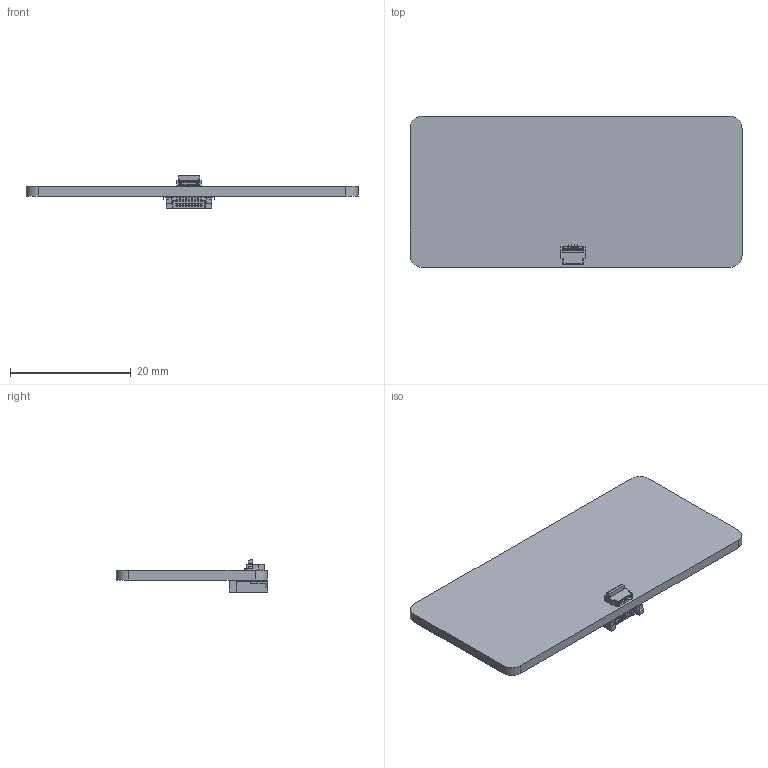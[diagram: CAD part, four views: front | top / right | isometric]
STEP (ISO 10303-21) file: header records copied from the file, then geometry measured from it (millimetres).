
FILE_DESCRIPTION(('Open CASCADE Model'),'2;1');
FILE_NAME('Open CASCADE Shape Model','2023-10-11T15:22:52',('Author'),( 'Open CASCADE'),'Open CASCADE STEP processor 7.5','Open CASCADE 7.5' ,'Unknown');
FILE_SCHEMA(('AUTOMOTIVE_DESIGN { 1 0 10303 214 1 1 1 1 }'));
Length unit declared in the file: millimetre
Products named in the file (12): PCB; Board; Open CASCADE STEP translator 7.5 1.1.1; J3; FFC2B28-04-G; FFC2B28_SP; FFC2B28-04-G_C; FFC2B28-G_P; FFC2B28-04-G_H; FFC2B28-04-G_D; J2; XF3M_1_0415_1B
Assembly tree (15 placements, depth 4):
  PCB
    Board
      Open CASCADE STEP translator 7.5 1.1.1
    J3
      FFC2B28-04-G
        FFC2B28_SP  x2
        FFC2B28-04-G_C
        FFC2B28-G_P  x4
        FFC2B28-04-G_H
        FFC2B28-04-G_D
    J2
      XF3M_1_0415_1B
Bounding box: 55 x 25.07 x 5.37 mm (x, y, z)
Volume: 2253.7 mm3; surface area: 3344.1 mm2
Topology: 10 solids, 10 shells, 836 faces, 2342 edges, 1531 vertices
Faces by surface type: plane 767, cylinder 69
Entity records: 23179 total; most frequent: CARTESIAN_POINT 3967, ORIENTED_EDGE 3934, DIRECTION 3485, EDGE_CURVE 1967, LINE 1887, VECTOR 1887, VERTEX_POINT 1280, AXIS2_PLACEMENT_3D 799
